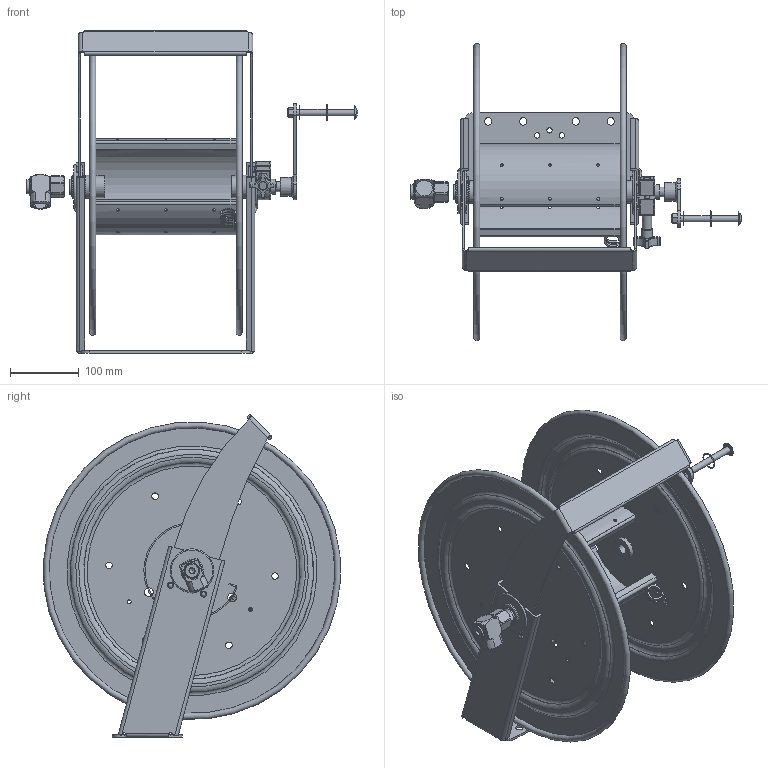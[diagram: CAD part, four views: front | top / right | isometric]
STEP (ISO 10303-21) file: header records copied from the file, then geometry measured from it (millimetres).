
FILE_DESCRIPTION(/* description */ (''),/* implementation_level */ '2;1');
FILE_NAME(/* name */ 'SM17-4-125_SHARED.stp',/* time_stamp */ '2020-04-02T11:38:39-07:00',/* author */ ('NMelton'),/* organization */ (''),/* preprocessor_version */ 'ST-DEVELOPER v17',/* originating_system */ 'Autodesk Inventor 2019',/* authorisation */ '');
FILE_SCHEMA (('AUTOMOTIVE_DESIGN { 1 0 10303 214 3 1 1 }'));
Length unit declared in the file: inch
Products named in the file (1): SM17-4-125_SHARED
Bounding box: 480.43 x 430.92 x 467.26 mm (x, y, z)
Surface area: 1114453.6 mm2 (no closed solid volume)
Topology: 0 solids, 48 shells, 625 faces, 1911 edges, 1276 vertices
Faces by surface type: cylinder 243, plane 215, torus 64, bspline 39, cone 37, sphere 27
Full cylindrical faces by diameter (mm): 1.321 x2, 4.826 x1, 5.563 x5, 6.35 x1, 6.756 x2, 7.112 x1, 7.62 x8, 7.798 x1, 8.839 x2, 9.271 x1, 9.398 x1, 9.525 x12, 10.414 x1, 10.668 x8, 12.192 x1, 12.7 x7, 13.716 x1, 14.224 x1, 14.3 x1, 15.875 x1, 19.304 x1, 20.574 x2, 20.625 x1, 21.59 x1, 22.098 x1, 22.53 x1, 27.051 x1, 28.448 x2, 31.75 x2, 33.02 x2
Entity records: 26514 total; most frequent: CARTESIAN_POINT 8578, DIRECTION 3716, ORIENTED_EDGE 3276, EDGE_CURVE 1888, AXIS2_PLACEMENT_3D 1436, VERTEX_POINT 1276, CIRCLE 849, LINE 844
